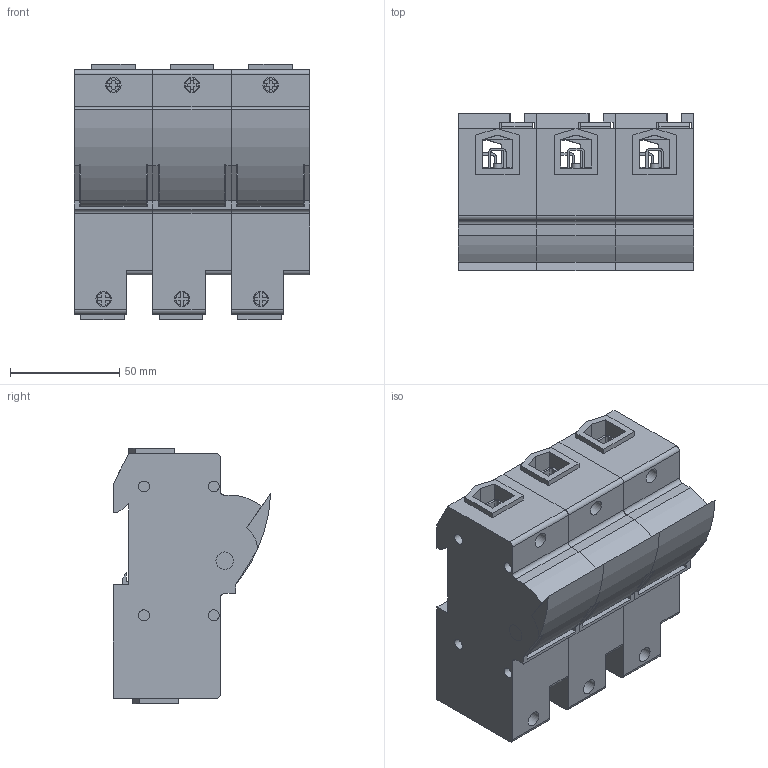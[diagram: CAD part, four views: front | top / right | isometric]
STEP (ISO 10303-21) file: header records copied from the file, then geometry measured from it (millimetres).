
FILE_DESCRIPTION((''),'2;1');
FILE_NAME('31287000.stp','2011-12-14T10:14:01',('kaiser'),(''),'Autodesk Inventor 2012','Autodesk Inventor 2012','');
FILE_SCHEMA(('AUTOMOTIVE_DESIGN { 1 0 10303 214 1 1 1 1 }'));
Length unit declared in the file: millimetre
Products named in the file (6): 31287000; Basis 22x58; Basis22x58; Handhabe 22x58; Schnapp14; 30414000
Assembly tree (8 placements, depth 3):
  31287000
    Basis 22x58  x3
      Basis22x58
      Handhabe 22x58
      Schnapp14
      30414000
Bounding box: 108 x 72.08 x 117 mm (x, y, z)
Volume: 424098.9 mm3; surface area: 146312.3 mm2
Topology: 15 solids, 15 shells, 672 faces, 1770 edges, 1161 vertices
Faces by surface type: plane 498, cylinder 162, torus 12
Full cylindrical faces by diameter (mm): 4 x18, 5 x24, 7 x6, 8 x18, 23 x3
Entity records: 5729 total; most frequent: CARTESIAN_POINT 1037, DIRECTION 931, ORIENTED_EDGE 908, EDGE_CURVE 454, VECTOR 341, LINE 341, VERTEX_POINT 311, AXIS2_PLACEMENT_3D 295
